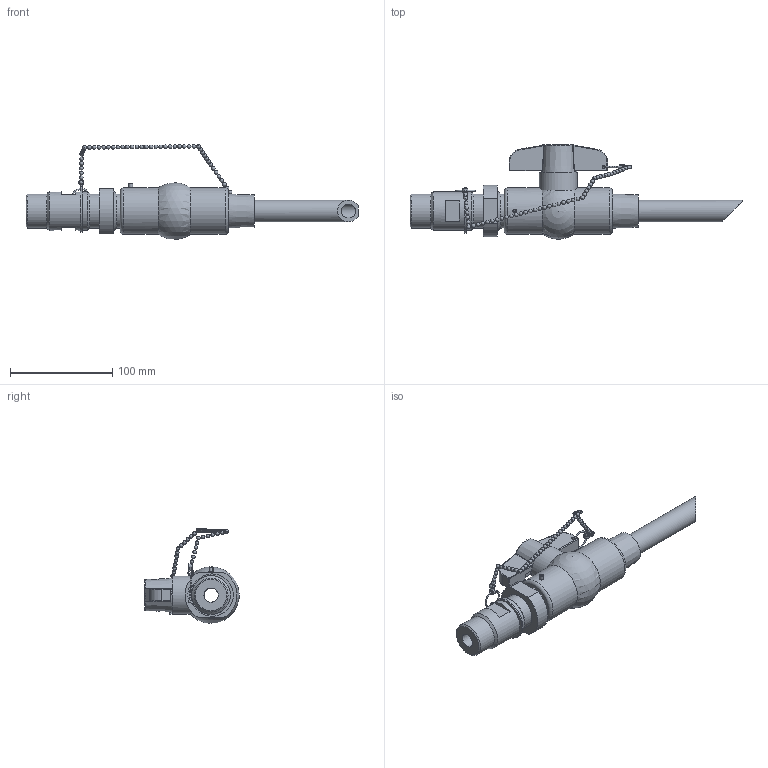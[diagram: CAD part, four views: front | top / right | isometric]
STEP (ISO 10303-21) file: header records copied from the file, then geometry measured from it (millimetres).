
FILE_DESCRIPTION(/* description */ (''),/* implementation_level */ '2;1');
FILE_NAME(/* name */ 'CS-10A10A-4IA-AAA_R0.stp',/* time_stamp */ '2024-11-15T09:15:04-05:00',/* author */ ('SalesDesk5'),/* organization */ (''),/* preprocessor_version */ 'ST-DEVELOPER v20',/* originating_system */ 'Autodesk Inventor 2025',/* authorisation */ '');
FILE_SCHEMA (('CONFIG_CONTROL_DESIGN'));
Length unit declared in the file: inch
Products named in the file (14): CS-10A10A-4IA-AAA; VMTE-1-ASSY; VMTE-1; CS-8GLD-10A10A-50-PVC-GLD; NIPPLE-75-PVC_R0; CCSR-V-SCREW; IQ-CS-10A-6IB-A; CS-4BODY-10A-PVC; PIPE-10A-PVC-4IB; CS-5010POLY-CHAIN_R0; gn_10882_02; 20MMKR_R0; CHAIN-END30mm_R0; a_38_unstressed
Assembly tree (23 placements, depth 3):
  CS-10A10A-4IA-AAA
    VMTE-1-ASSY
      VMTE-1
      CS-8GLD-10A10A-50-PVC-GLD
      NIPPLE-75-PVC_R0
      CCSR-V-SCREW
    IQ-CS-10A-6IB-A
      CS-4BODY-10A-PVC
      PIPE-10A-PVC-4IB
    CS-5010POLY-CHAIN_R0
      CHAIN-END30mm_R0  x9
      gn_10882_02  x2
      20MMKR_R0  x2
    a_38_unstressed
Bounding box: 325.25 x 92.4 x 92.82 mm (x, y, z)
Volume: 319889.9 mm3; surface area: 101839.6 mm2
Topology: 20 solids, 20 shells, 342 faces, 851 edges, 542 vertices
Faces by surface type: cylinder 115, plane 107, sphere 68, bspline 26, torus 14, cone 12
Full cylindrical faces by diameter (mm): 0.9 x54, 2.5 x2, 2.54 x1, 3.183 x1, 3.8 x2, 3.81 x2, 4 x2, 13.868 x2, 19.05 x1, 21.336 x1, 22.225 x1, 23.774 x1, 26.289 x1, 29.845 x1, 30.226 x1, 33.169 x1, 33.401 x2, 33.782 x2, 37.338 x1, 38.1 x2, 45.593 x2
Entity records: 7302 total; most frequent: CARTESIAN_POINT 1924, DIRECTION 1077, ORIENTED_EDGE 944, EDGE_CURVE 472, AXIS2_PLACEMENT_3D 448, VERTEX_POINT 297, EDGE_LOOP 241, CIRCLE 227
